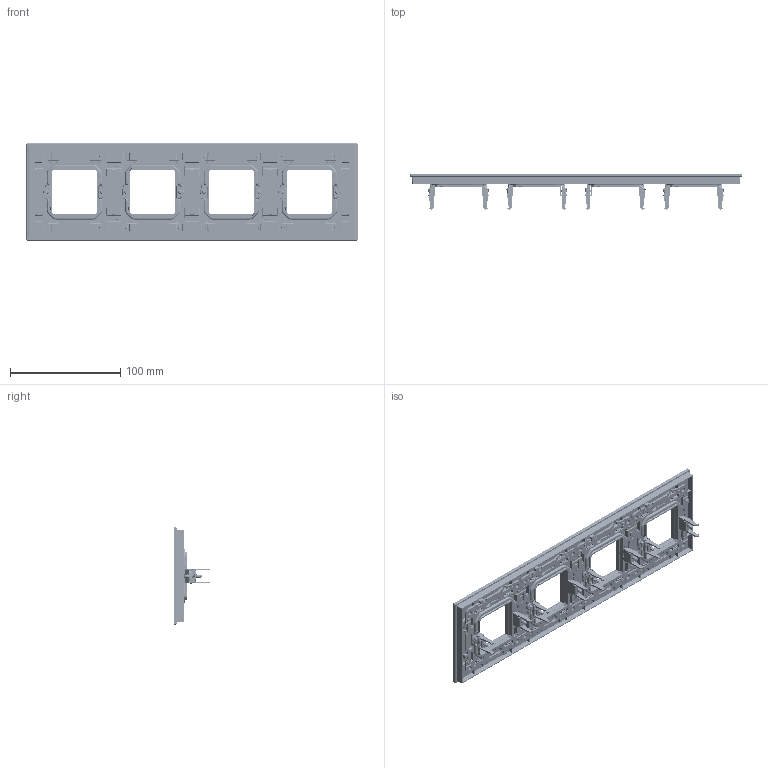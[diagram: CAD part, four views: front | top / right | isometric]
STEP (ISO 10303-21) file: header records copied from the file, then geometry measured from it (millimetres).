
FILE_DESCRIPTION (( 'STEP AP203' ), '1' );
FILE_NAME ('SK-M42 SKANDY Ðàìêà 4-ìåñò. SK-F ìåòàëë, ñòåêëî IEK.STEP', '2024-06-10T10:21:17', ( '' ), ( '' ), 'SwSTEP 2.0', 'SolidWorks 2022', '' );
FILE_SCHEMA (( 'CONFIG_CONTROL_DESIGN' ));
Products named in the file (1): SK-M42 SKANDY Рамка 4-мест. SK-F металл, стекло IEK
Bounding box: 301 x 33.21 x 88 mm (x, y, z)
Volume: 118649.6 mm3; surface area: 156852.1 mm2
Topology: 34 solids, 34 shells, 9331 faces, 25662 edges, 16304 vertices
Faces by surface type: plane 4117, cylinder 3870, torus 760, cone 360, bspline 208, sphere 16
Entity records: 421918 total; most frequent: CARTESIAN_POINT 187282, ORIENTED_EDGE 51260, DIRECTION 46798, EDGE_CURVE 25630, VERTEX_POINT 16304, AXIS2_PLACEMENT_3D 15848, VECTOR 15102, LINE 15102
